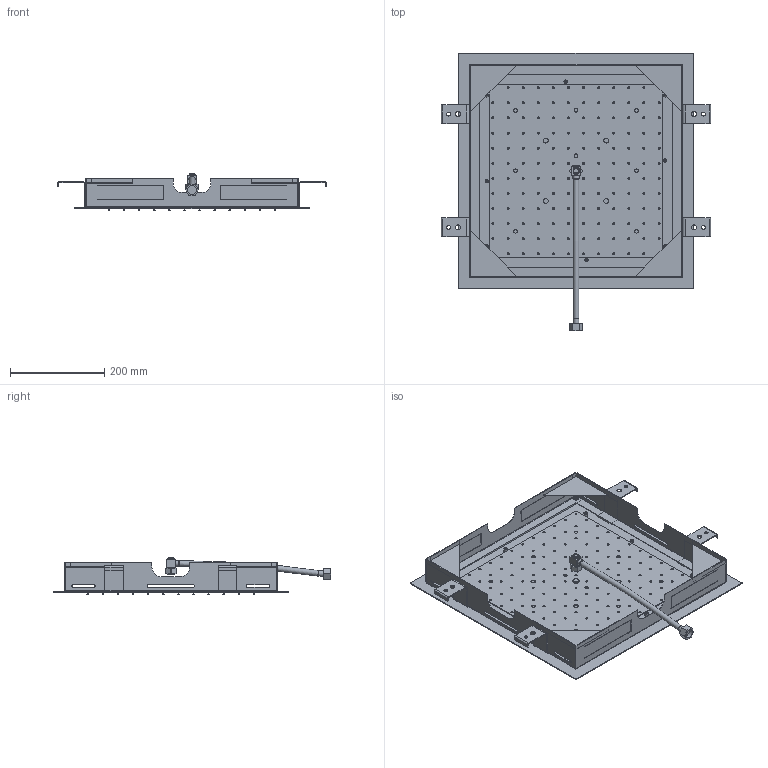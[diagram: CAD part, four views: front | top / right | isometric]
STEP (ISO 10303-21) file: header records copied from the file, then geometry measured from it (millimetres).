
FILE_DESCRIPTION(/* description */ ('Unknown'),/* implementation_level */ '2;1');
FILE_NAME(/* name */ 'M111',/* time_stamp */ '2016-04-27T09:10:57+02:00',/* author */ ('Unknown'),/* organization */ ('Unknown'),/* preprocessor_version */ 'ST-DEVELOPER v16.7',/* originating_system */ 'DEX',/* authorisation */ $);
FILE_SCHEMA (('AUTOMOTIVE_DESIGN {1 0 10303 214 3 1 1}'));
Products named in the file (1): M111
Bounding box: 570 x 587.8 x 76.5 mm (x, y, z)
Volume: 275501.3 mm3; surface area: 1082625.2 mm2
Topology: 2 solids, 22 shells, 2109 faces, 9426 edges, 7405 vertices
Faces by surface type: plane 927, cylinder 868, cone 151, torus 146, bspline 17
Full cylindrical faces by diameter (mm): 2.21 x144, 3.2 x4, 7 x8, 7.8 x10, 8 x5, 9 x4, 10.2 x4, 10.5 x4, 12 x6, 13 x1, 14 x1, 15.5 x1, 19 x1
Entity records: 107763 total; most frequent: CARTESIAN_POINT 32430, DIRECTION 16050, ORIENTED_EDGE 13927, EDGE_CURVE 8466, VERTEX_POINT 6939, AXIS2_PLACEMENT_3D 5880, LINE 4290, VECTOR 4290
